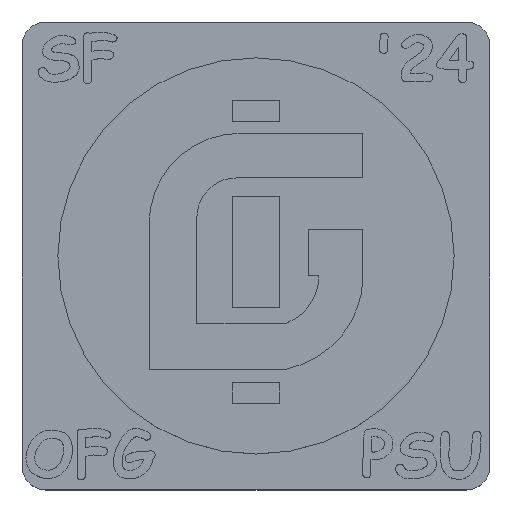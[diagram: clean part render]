
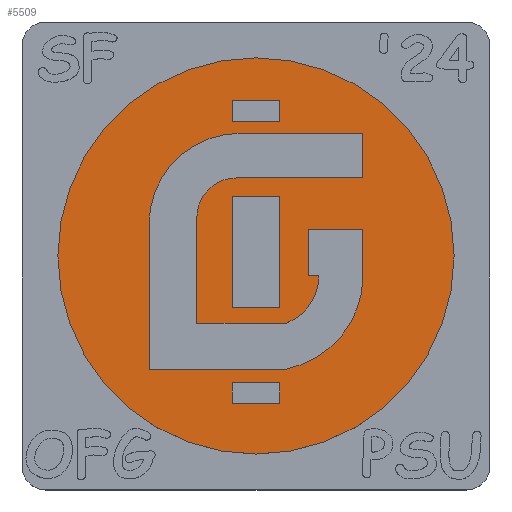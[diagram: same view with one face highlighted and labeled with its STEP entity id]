
A CAD part, top view. The second image highlights one B-rep face of the part: STEP entity #5509.
In plain terms, the highlighted planar face has unit normal (0, 0, 1).
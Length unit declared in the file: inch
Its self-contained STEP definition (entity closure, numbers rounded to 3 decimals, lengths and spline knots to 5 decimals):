
#706=FACE_BOUND('',#1437,.T.);
#707=FACE_BOUND('',#1438,.T.);
#708=FACE_BOUND('',#1439,.T.);
#709=FACE_BOUND('',#1440,.T.);
#770=PLANE('',#5646);
#1117=FACE_OUTER_BOUND('',#1436,.T.);
#1436=EDGE_LOOP('',(#5165));
#1437=EDGE_LOOP('',(#5166,#5167,#5168,#5169));
#1438=EDGE_LOOP('',(#5170,#5171,#5172,#5173,#5174,#5175,#5176,#5177,#5178,
#5179,#5180,#5181,#5182,#5183,#5184));
#1439=EDGE_LOOP('',(#5185,#5186,#5187,#5188));
#1440=EDGE_LOOP('',(#5189,#5190,#5191,#5192));
#1723=LINE('',#9911,#2076);
#1727=LINE('',#9919,#2080);
#1730=LINE('',#9925,#2083);
#1733=LINE('',#9930,#2086);
#1737=LINE('',#9944,#2090);
#1740=LINE('',#9950,#2093);
#1743=LINE('',#9956,#2096);
#1746=LINE('',#9962,#2099);
#1750=LINE('',#9974,#2103);
#1753=LINE('',#9980,#2106);
#1757=LINE('',#9992,#2110);
#1760=LINE('',#9998,#2113);
#1763=LINE('',#10004,#2116);
#1767=LINE('',#10016,#2120);
#1770=LINE('',#10021,#2123);
#1772=LINE('',#10027,#2125);
#1776=LINE('',#10035,#2129);
#1779=LINE('',#10041,#2132);
#1782=LINE('',#10046,#2135);
#1784=LINE('',#10052,#2137);
#1788=LINE('',#10060,#2141);
#1791=LINE('',#10066,#2144);
#1794=LINE('',#10071,#2147);
#2076=VECTOR('',#6073,0.3937);
#2080=VECTOR('',#6079,0.3937);
#2083=VECTOR('',#6084,0.3937);
#2086=VECTOR('',#6089,0.3937);
#2090=VECTOR('',#6103,0.3937);
#2093=VECTOR('',#6108,0.3937);
#2096=VECTOR('',#6113,0.3937);
#2099=VECTOR('',#6118,0.3937);
#2103=VECTOR('',#6130,0.3937);
#2106=VECTOR('',#6135,0.3937);
#2110=VECTOR('',#6147,0.3937);
#2113=VECTOR('',#6152,0.3937);
#2116=VECTOR('',#6157,0.3937);
#2120=VECTOR('',#6169,0.3937);
#2123=VECTOR('',#6174,0.3937);
#2125=VECTOR('',#6180,0.3937);
#2129=VECTOR('',#6186,0.3937);
#2132=VECTOR('',#6191,0.3937);
#2135=VECTOR('',#6196,0.3937);
#2137=VECTOR('',#6202,0.3937);
#2141=VECTOR('',#6208,0.3937);
#2144=VECTOR('',#6213,0.3937);
#2147=VECTOR('',#6218,0.3937);
#2175=CIRCLE('',#5611,0.23995);
#2177=CIRCLE('',#5618,0.128);
#2179=CIRCLE('',#5623,0.1);
#2181=CIRCLE('',#5629,0.23);
#2183=CIRCLE('',#5645,0.5);
#2679=VERTEX_POINT('',#9909);
#2680=VERTEX_POINT('',#9910);
#2683=VERTEX_POINT('',#9918);
#2685=VERTEX_POINT('',#9924);
#2687=VERTEX_POINT('',#9934);
#2688=VERTEX_POINT('',#9935);
#2691=VERTEX_POINT('',#9943);
#2693=VERTEX_POINT('',#9949);
#2695=VERTEX_POINT('',#9955);
#2697=VERTEX_POINT('',#9961);
#2699=VERTEX_POINT('',#9967);
#2701=VERTEX_POINT('',#9973);
#2703=VERTEX_POINT('',#9979);
#2705=VERTEX_POINT('',#9985);
#2707=VERTEX_POINT('',#9991);
#2709=VERTEX_POINT('',#9997);
#2711=VERTEX_POINT('',#10003);
#2713=VERTEX_POINT('',#10009);
#2715=VERTEX_POINT('',#10015);
#2717=VERTEX_POINT('',#10025);
#2718=VERTEX_POINT('',#10026);
#2721=VERTEX_POINT('',#10034);
#2723=VERTEX_POINT('',#10040);
#2725=VERTEX_POINT('',#10050);
#2726=VERTEX_POINT('',#10051);
#2729=VERTEX_POINT('',#10059);
#2731=VERTEX_POINT('',#10065);
#2733=VERTEX_POINT('',#10075);
#3476=EDGE_CURVE('',#2679,#2680,#1723,.T.);
#3480=EDGE_CURVE('',#2683,#2679,#1727,.T.);
#3483=EDGE_CURVE('',#2685,#2683,#1730,.T.);
#3486=EDGE_CURVE('',#2680,#2685,#1733,.T.);
#3488=EDGE_CURVE('',#2687,#2688,#2175,.T.);
#3492=EDGE_CURVE('',#2691,#2687,#1737,.T.);
#3495=EDGE_CURVE('',#2693,#2691,#1740,.T.);
#3498=EDGE_CURVE('',#2695,#2693,#1743,.T.);
#3501=EDGE_CURVE('',#2697,#2695,#1746,.T.);
#3504=EDGE_CURVE('',#2699,#2697,#2177,.T.);
#3507=EDGE_CURVE('',#2701,#2699,#1750,.T.);
#3510=EDGE_CURVE('',#2703,#2701,#1753,.T.);
#3513=EDGE_CURVE('',#2705,#2703,#2179,.T.);
#3516=EDGE_CURVE('',#2707,#2705,#1757,.T.);
#3519=EDGE_CURVE('',#2709,#2707,#1760,.T.);
#3522=EDGE_CURVE('',#2711,#2709,#1763,.T.);
#3525=EDGE_CURVE('',#2713,#2711,#2181,.T.);
#3528=EDGE_CURVE('',#2715,#2713,#1767,.T.);
#3531=EDGE_CURVE('',#2688,#2715,#1770,.T.);
#3533=EDGE_CURVE('',#2717,#2718,#1772,.T.);
#3537=EDGE_CURVE('',#2721,#2717,#1776,.T.);
#3540=EDGE_CURVE('',#2723,#2721,#1779,.T.);
#3543=EDGE_CURVE('',#2718,#2723,#1782,.T.);
#3545=EDGE_CURVE('',#2725,#2726,#1784,.T.);
#3549=EDGE_CURVE('',#2729,#2725,#1788,.T.);
#3552=EDGE_CURVE('',#2731,#2729,#1791,.T.);
#3555=EDGE_CURVE('',#2726,#2731,#1794,.T.);
#3557=EDGE_CURVE('',#2733,#2733,#2183,.T.);
#5165=ORIENTED_EDGE('',*,*,#3557,.T.);
#5166=ORIENTED_EDGE('',*,*,#3476,.T.);
#5167=ORIENTED_EDGE('',*,*,#3486,.T.);
#5168=ORIENTED_EDGE('',*,*,#3483,.T.);
#5169=ORIENTED_EDGE('',*,*,#3480,.T.);
#5170=ORIENTED_EDGE('',*,*,#3488,.T.);
#5171=ORIENTED_EDGE('',*,*,#3531,.T.);
#5172=ORIENTED_EDGE('',*,*,#3528,.T.);
#5173=ORIENTED_EDGE('',*,*,#3525,.T.);
#5174=ORIENTED_EDGE('',*,*,#3522,.T.);
#5175=ORIENTED_EDGE('',*,*,#3519,.T.);
#5176=ORIENTED_EDGE('',*,*,#3516,.T.);
#5177=ORIENTED_EDGE('',*,*,#3513,.T.);
#5178=ORIENTED_EDGE('',*,*,#3510,.T.);
#5179=ORIENTED_EDGE('',*,*,#3507,.T.);
#5180=ORIENTED_EDGE('',*,*,#3504,.T.);
#5181=ORIENTED_EDGE('',*,*,#3501,.T.);
#5182=ORIENTED_EDGE('',*,*,#3498,.T.);
#5183=ORIENTED_EDGE('',*,*,#3495,.T.);
#5184=ORIENTED_EDGE('',*,*,#3492,.T.);
#5185=ORIENTED_EDGE('',*,*,#3533,.T.);
#5186=ORIENTED_EDGE('',*,*,#3543,.T.);
#5187=ORIENTED_EDGE('',*,*,#3540,.T.);
#5188=ORIENTED_EDGE('',*,*,#3537,.T.);
#5189=ORIENTED_EDGE('',*,*,#3545,.T.);
#5190=ORIENTED_EDGE('',*,*,#3555,.T.);
#5191=ORIENTED_EDGE('',*,*,#3552,.T.);
#5192=ORIENTED_EDGE('',*,*,#3549,.T.);
#5509=ADVANCED_FACE('',(#1117,#706,#707,#708,#709),#770,.T.);
#5611=AXIS2_PLACEMENT_3D('',#9936,#6095,#6096);
#5618=AXIS2_PLACEMENT_3D('',#9968,#6123,#6124);
#5623=AXIS2_PLACEMENT_3D('',#9986,#6140,#6141);
#5629=AXIS2_PLACEMENT_3D('',#10010,#6162,#6163);
#5645=AXIS2_PLACEMENT_3D('',#10076,#6224,#6225);
#5646=AXIS2_PLACEMENT_3D('',#10078,#6227,#6228);
#6073=DIRECTION('',(0.,-1.,0.));
#6079=DIRECTION('',(1.,0.,0.));
#6084=DIRECTION('',(0.,1.,0.));
#6089=DIRECTION('',(-1.,0.,0.));
#6095=DIRECTION('center_axis',(0.,0.,-1.));
#6096=DIRECTION('ref_axis',(0.195,-0.981,0.));
#6103=DIRECTION('',(0.,-1.,0.));
#6108=DIRECTION('',(1.,0.,0.));
#6113=DIRECTION('',(0.,1.,0.));
#6118=DIRECTION('',(-1.,0.,0.));
#6123=DIRECTION('center_axis',(0.,0.,1.));
#6124=DIRECTION('ref_axis',(-0.36,0.933,0.));
#6130=DIRECTION('',(1.,0.,0.));
#6135=DIRECTION('',(0.,-1.,0.));
#6140=DIRECTION('center_axis',(0.,0.,1.));
#6141=DIRECTION('ref_axis',(0.,-1.,0.));
#6147=DIRECTION('',(-1.,0.,0.));
#6152=DIRECTION('',(0.,-1.,0.));
#6157=DIRECTION('',(1.,0.,0.));
#6162=DIRECTION('center_axis',(0.,0.,-1.));
#6163=DIRECTION('ref_axis',(0.,1.,0.));
#6169=DIRECTION('',(0.,1.,0.));
#6174=DIRECTION('',(-1.,0.,0.));
#6180=DIRECTION('',(0.,-1.,0.));
#6186=DIRECTION('',(1.,0.,0.));
#6191=DIRECTION('',(0.,1.,0.));
#6196=DIRECTION('',(-1.,0.,0.));
#6202=DIRECTION('',(0.,-1.,0.));
#6208=DIRECTION('',(1.,0.,0.));
#6213=DIRECTION('',(0.,1.,0.));
#6218=DIRECTION('',(-1.,0.,0.));
#6224=DIRECTION('center_axis',(0.,0.,1.));
#6225=DIRECTION('ref_axis',(1.,0.,0.));
#6227=DIRECTION('center_axis',(0.,0.,1.));
#6228=DIRECTION('ref_axis',(1.,0.,0.));
#9909=CARTESIAN_POINT('',(0.06,0.15,0.09));
#9910=CARTESIAN_POINT('',(0.06,-0.13,0.09));
#9911=CARTESIAN_POINT('',(0.06,0.075,0.09));
#9918=CARTESIAN_POINT('',(-0.06,0.15,0.09));
#9919=CARTESIAN_POINT('',(-0.03,0.15,0.09));
#9924=CARTESIAN_POINT('',(-0.06,-0.13,0.09));
#9925=CARTESIAN_POINT('',(-0.06,-0.065,0.09));
#9930=CARTESIAN_POINT('',(0.03,-0.13,0.09));
#9934=CARTESIAN_POINT('',(0.27,-0.05,0.09));
#9935=CARTESIAN_POINT('',(0.07683,-0.28535,0.09));
#9936=CARTESIAN_POINT('Origin',(0.03005,-0.05,0.09));
#9943=CARTESIAN_POINT('',(0.27,0.06715,0.09));
#9944=CARTESIAN_POINT('',(0.27,0.03357,0.09));
#9949=CARTESIAN_POINT('',(0.13256,0.06715,0.09));
#9950=CARTESIAN_POINT('',(0.06628,0.06715,0.09));
#9955=CARTESIAN_POINT('',(0.13256,-0.05,0.09));
#9956=CARTESIAN_POINT('',(0.13256,-0.025,0.09));
#9961=CARTESIAN_POINT('',(0.15874,-0.05,0.09));
#9962=CARTESIAN_POINT('',(0.07937,-0.05,0.09));
#9967=CARTESIAN_POINT('',(0.07683,-0.16941,0.09));
#9968=CARTESIAN_POINT('Origin',(0.03073,-0.05,0.09));
#9973=CARTESIAN_POINT('',(-0.14941,-0.16941,0.09));
#9974=CARTESIAN_POINT('',(-0.07471,-0.16941,0.09));
#9979=CARTESIAN_POINT('',(-0.14941,0.09702,0.09));
#9980=CARTESIAN_POINT('',(-0.14941,0.04851,0.09));
#9985=CARTESIAN_POINT('',(-0.04941,0.19702,0.09));
#9986=CARTESIAN_POINT('Origin',(-0.04941,0.09702,
0.09));
#9991=CARTESIAN_POINT('',(0.27,0.19702,0.09));
#9992=CARTESIAN_POINT('',(0.135,0.19702,0.09));
#9997=CARTESIAN_POINT('',(0.27,0.30959,0.09));
#9998=CARTESIAN_POINT('',(0.27,0.15479,0.09));
#10003=CARTESIAN_POINT('',(-0.04,0.30959,0.09));
#10004=CARTESIAN_POINT('',(-0.02,0.30959,0.09));
#10009=CARTESIAN_POINT('',(-0.27,0.07959,0.09));
#10010=CARTESIAN_POINT('Origin',(-0.04,0.07959,
0.09));
#10015=CARTESIAN_POINT('',(-0.27,-0.28535,0.09));
#10016=CARTESIAN_POINT('',(-0.27,-0.14267,0.09));
#10021=CARTESIAN_POINT('',(0.03841,-0.28535,0.09));
#10025=CARTESIAN_POINT('',(0.06,-0.31976,0.09));
#10026=CARTESIAN_POINT('',(0.06,-0.37231,0.09));
#10027=CARTESIAN_POINT('',(0.06,-0.15988,0.09));
#10034=CARTESIAN_POINT('',(-0.06,-0.31976,0.09));
#10035=CARTESIAN_POINT('',(-0.03,-0.31976,0.09));
#10040=CARTESIAN_POINT('',(-0.06,-0.37231,0.09));
#10041=CARTESIAN_POINT('',(-0.06,-0.18616,0.09));
#10046=CARTESIAN_POINT('',(0.03,-0.37231,0.09));
#10050=CARTESIAN_POINT('',(0.06,0.39318,0.09));
#10051=CARTESIAN_POINT('',(0.06,0.33818,0.09));
#10052=CARTESIAN_POINT('',(0.06,0.19659,0.09));
#10059=CARTESIAN_POINT('',(-0.06,0.39318,0.09));
#10060=CARTESIAN_POINT('',(-0.03,0.39318,0.09));
#10065=CARTESIAN_POINT('',(-0.06,0.33818,0.09));
#10066=CARTESIAN_POINT('',(-0.06,0.16909,0.09));
#10071=CARTESIAN_POINT('',(0.03,0.33818,0.09));
#10075=CARTESIAN_POINT('',(-0.5,0.,0.09));
#10076=CARTESIAN_POINT('Origin',(0.,0.,0.09));
#10078=CARTESIAN_POINT('Origin',(0.,0.,0.09));
